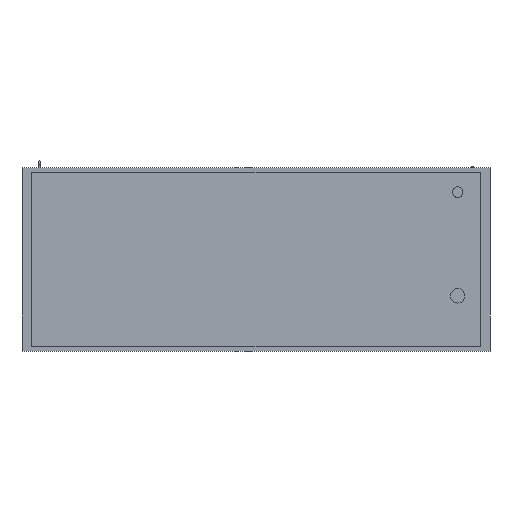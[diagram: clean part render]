
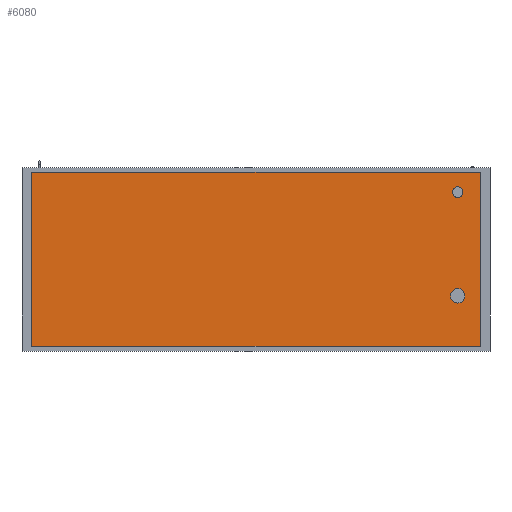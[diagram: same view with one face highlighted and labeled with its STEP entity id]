
A CAD part, front view. The second image highlights one B-rep face of the part: STEP entity #6080.
In plain terms, the highlighted planar face has unit normal (0, -1, 0).
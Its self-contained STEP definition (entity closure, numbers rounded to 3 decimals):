
#96=FACE_BOUND('',#789,.T.);
#97=FACE_BOUND('',#790,.T.);
#116=PLANE('',#6516);
#417=FACE_OUTER_BOUND('',#788,.T.);
#788=EDGE_LOOP('',(#4293,#4294,#4295,#4296));
#789=EDGE_LOOP('',(#4297,#4298));
#790=EDGE_LOOP('',(#4299,#4300));
#1166=LINE('',#8864,#1887);
#1170=LINE('',#8872,#1891);
#1173=LINE('',#8878,#1894);
#1176=LINE('',#8883,#1897);
#1887=VECTOR('',#7078,10.);
#1891=VECTOR('',#7084,10.);
#1894=VECTOR('',#7089,10.);
#1897=VECTOR('',#7094,10.);
#2596=CIRCLE('',#6497,20.);
#2597=CIRCLE('',#6498,20.);
#2600=CIRCLE('',#6503,27.5);
#2601=CIRCLE('',#6504,27.5);
#2758=VERTEX_POINT('',#8819);
#2759=VERTEX_POINT('',#8821);
#2762=VERTEX_POINT('',#8830);
#2763=VERTEX_POINT('',#8832);
#2772=VERTEX_POINT('',#8862);
#2773=VERTEX_POINT('',#8863);
#2776=VERTEX_POINT('',#8871);
#2778=VERTEX_POINT('',#8877);
#3353=EDGE_CURVE('',#2759,#2758,#2596,.T.);
#3354=EDGE_CURVE('',#2758,#2759,#2597,.T.);
#3358=EDGE_CURVE('',#2763,#2762,#2600,.T.);
#3359=EDGE_CURVE('',#2762,#2763,#2601,.T.);
#3372=EDGE_CURVE('',#2772,#2773,#1166,.T.);
#3376=EDGE_CURVE('',#2776,#2772,#1170,.T.);
#3379=EDGE_CURVE('',#2778,#2776,#1173,.T.);
#3382=EDGE_CURVE('',#2773,#2778,#1176,.T.);
#4293=ORIENTED_EDGE('',*,*,#3382,.F.);
#4294=ORIENTED_EDGE('',*,*,#3372,.F.);
#4295=ORIENTED_EDGE('',*,*,#3376,.F.);
#4296=ORIENTED_EDGE('',*,*,#3379,.F.);
#4297=ORIENTED_EDGE('',*,*,#3353,.T.);
#4298=ORIENTED_EDGE('',*,*,#3354,.T.);
#4299=ORIENTED_EDGE('',*,*,#3358,.T.);
#4300=ORIENTED_EDGE('',*,*,#3359,.T.);
#6080=ADVANCED_FACE('',(#417,#96,#97),#116,.F.);
#6497=AXIS2_PLACEMENT_3D('',#8822,#7035,#7036);
#6498=AXIS2_PLACEMENT_3D('',#8823,#7037,#7038);
#6503=AXIS2_PLACEMENT_3D('',#8833,#7048,#7049);
#6504=AXIS2_PLACEMENT_3D('',#8834,#7050,#7051);
#6516=AXIS2_PLACEMENT_3D('',#8886,#7098,#7099);
#7035=DIRECTION('center_axis',(0.,1.,0.));
#7036=DIRECTION('ref_axis',(1.,0.,0.));
#7037=DIRECTION('center_axis',(0.,1.,0.));
#7038=DIRECTION('ref_axis',(1.,0.,0.));
#7048=DIRECTION('center_axis',(0.,1.,0.));
#7049=DIRECTION('ref_axis',(1.,0.,0.));
#7050=DIRECTION('center_axis',(0.,1.,0.));
#7051=DIRECTION('ref_axis',(1.,0.,0.));
#7078=DIRECTION('',(0.,0.,1.));
#7084=DIRECTION('',(-1.,0.,0.));
#7089=DIRECTION('',(0.,0.,-1.));
#7094=DIRECTION('',(1.,0.,0.));
#7098=DIRECTION('center_axis',(0.,1.,0.));
#7099=DIRECTION('ref_axis',(0.,0.,1.));
#8819=CARTESIAN_POINT('',(745.,0.,255.));
#8821=CARTESIAN_POINT('',(785.,0.,255.));
#8822=CARTESIAN_POINT('Origin',(765.,0.,255.));
#8823=CARTESIAN_POINT('Origin',(765.,0.,255.));
#8830=CARTESIAN_POINT('',(737.5,0.,-138.));
#8832=CARTESIAN_POINT('',(792.5,0.,-138.));
#8833=CARTESIAN_POINT('Origin',(765.,0.,-138.));
#8834=CARTESIAN_POINT('Origin',(765.,0.,-138.));
#8862=CARTESIAN_POINT('',(-850.,0.,-330.));
#8863=CARTESIAN_POINT('',(-850.,0.,330.));
#8864=CARTESIAN_POINT('',(-850.,0.,-330.));
#8871=CARTESIAN_POINT('',(850.,0.,-330.));
#8872=CARTESIAN_POINT('',(850.,0.,-330.));
#8877=CARTESIAN_POINT('',(850.,0.,330.));
#8878=CARTESIAN_POINT('',(850.,0.,330.));
#8883=CARTESIAN_POINT('',(-850.,0.,330.));
#8886=CARTESIAN_POINT('Origin',(0.,0.,0.));
